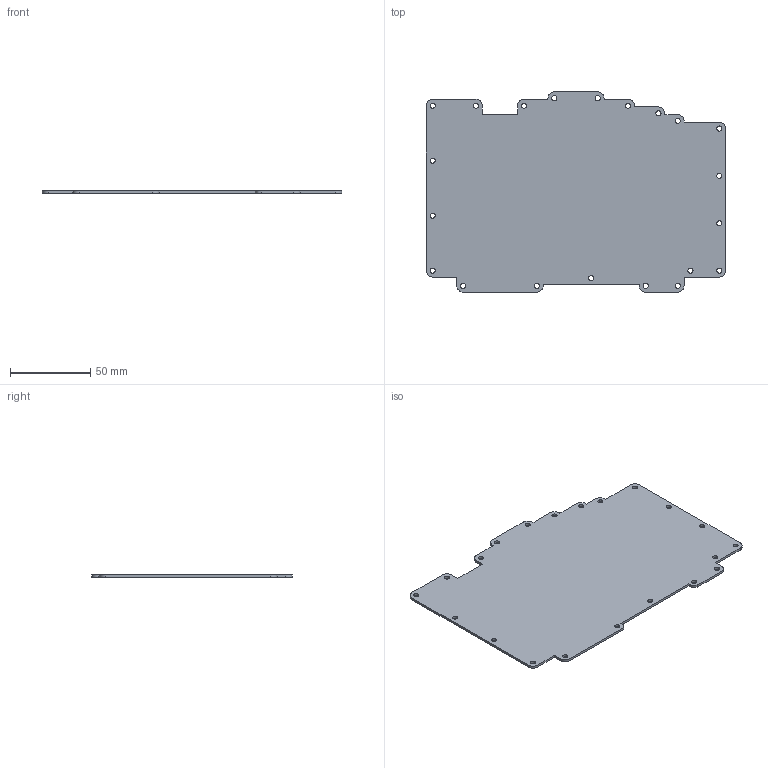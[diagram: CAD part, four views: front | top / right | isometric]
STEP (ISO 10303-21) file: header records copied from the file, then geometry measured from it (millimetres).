
FILE_DESCRIPTION(/* description */ (''),/* implementation_level */ '2;1');
FILE_NAME(/* name */ 'Base.step',/* time_stamp */ '2022-03-12T12:32:58+01:00',/* author */ (''),/* organization */ (''),/* preprocessor_version */ 'ST-DEVELOPER v18.1',/* originating_system */ 'Autodesk Translation Framework v10.13.0.1454',/* authorisation */ '');
FILE_SCHEMA (('AUTOMOTIVE_DESIGN { 1 0 10303 214 3 1 1 }'));
Length unit declared in the file: millimetre
Products named in the file (1): SplittoDogu
Bounding box: 187 x 125.25 x 1.5 mm (x, y, z)
Volume: 31474.7 mm3; surface area: 43223.8 mm2
Topology: 1 solids, 1 shells, 64 faces, 186 edges, 124 vertices
Faces by surface type: cylinder 36, plane 28
Full cylindrical faces by diameter (mm): 3.2 x21
Entity records: 2259 total; most frequent: DIRECTION 388, CARTESIAN_POINT 375, ORIENTED_EDGE 372, EDGE_CURVE 186, AXIS2_PLACEMENT_3D 137, VERTEX_POINT 124, LINE 114, VECTOR 114
